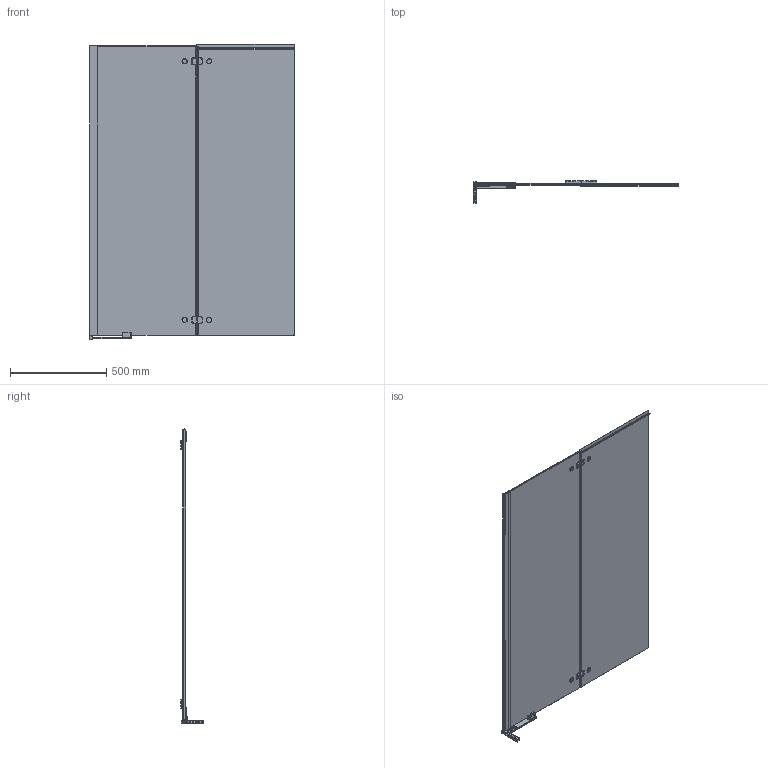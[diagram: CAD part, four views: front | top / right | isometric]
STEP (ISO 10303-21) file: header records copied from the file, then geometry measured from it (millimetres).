
FILE_DESCRIPTION((''),'2;1');
FILE_NAME('RBE95_ASM','2019-09-23T',('admin'),(''),'PRO/ENGINEER BY PARAMETRIC TECHNOLOGY CORPORATION, 2010280','PRO/ENGINEER BY PARAMETRIC TECHNOLOGY CORPORATION, 2010280','');
FILE_SCHEMA(('CONFIG_CONTROL_DESIGN'));
Products named in the file (33): RA058B; RA273; RA288; RA447; RA361; MC428; MC283; MC288; SA292; MC288_AF0_ASM; MC288_AF1_ASM; RA280_AF0_ASM; MC288_AF2_ASM; MC288_AF3_ASM; RA280_AF1_ASM; RA057B; MC349B; RA160B; SW315-10B; ME566AA; ME566A; ME566B; CG235; SE434-250; SE325; CG359; CB207; CB325; CB206_ASM; NC714-M4X8; GG; CG235-CB206_ASM; RBE95_ASM
Assembly tree (61 placements, depth 4):
  RBE95_ASM
    RA058B
    RA280_AF0_ASM
      RA273  x2
      RA288
      RA447  x2
      RA361  x4
      MC288_AF0_ASM
        MC428
        MC283
        MC288
        SA292
      MC288_AF1_ASM
        MC428
        MC283
        MC288
        SA292
    RA280_AF1_ASM
      RA273  x2
      RA288
      RA447  x2
      RA361  x4
      MC288_AF2_ASM
        MC428
        MC283
        MC288
        SA292
      MC288_AF3_ASM
        MC428
        MC283
        MC288
        SA292
    RA057B
    MC349B
    RA160B
    SW315-10B  x2
    ME566AA
    ME566A
    ME566B
    CG235-CB206_ASM
      CG235
      SE434-250
      SE325
      CG359
      CB206_ASM
        CB207
        CB325  x2
      NC714-M4X8  x2
      GG
Bounding box: 1060 x 116.06 x 1530.43 mm (x, y, z)
Volume: 12969984.8 mm3; surface area: 3933824.9 mm2
Topology: 53 solids, 62 shells, 3346 faces, 8243 edges, 5102 vertices
Faces by surface type: plane 1346, cylinder 1125, torus 333, bspline 217, sphere 191, cone 134
Entity records: 57220 total; most frequent: CARTESIAN_POINT 18373, DIRECTION 8142, ORIENTED_EDGE 7906, EDGE_CURVE 3997, AXIS2_PLACEMENT_3D 2976, VERTEX_POINT 2498, VECTOR 2190, LINE 2190
